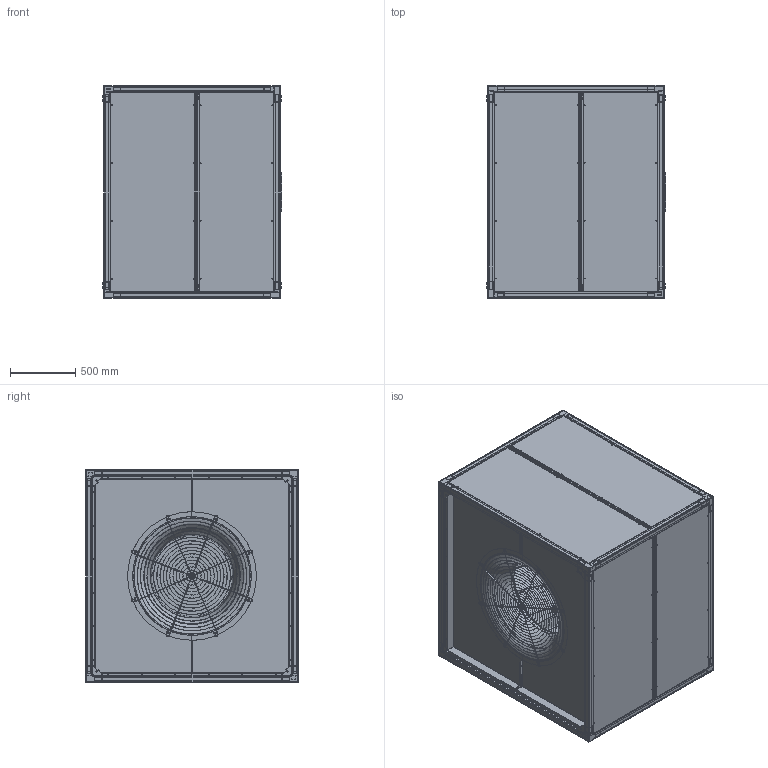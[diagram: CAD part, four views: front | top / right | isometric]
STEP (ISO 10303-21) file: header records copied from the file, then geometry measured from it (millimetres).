
FILE_DESCRIPTION (( 'STEP AP203' ), '1' );
FILE_NAME ('31020-A_Ventilator_NPA_900_18,5kW_axial.STEP', '2021-03-11T12:59:55', ( '' ), ( '' ), 'SwSTEP 2.0', 'SolidWorks 2019', '' );
FILE_SCHEMA (( 'CONFIG_CONTROL_DESIGN' ));
Products named in the file (1): 31020-A_Ventilator_NPA_900_18,5kW_axial
Bounding box: 1373.92 x 1630 x 1630 mm (x, y, z)
Surface area: 62860899.9 mm2 (no closed solid volume)
Topology: 0 solids, 111 shells, 6128 faces, 15765 edges, 9895 vertices
Faces by surface type: plane 3488, cylinder 1880, bspline 275, torus 239, sphere 144, cone 102
Full cylindrical faces by diameter (mm): 5 x129, 5.2 x12, 6.5 x16, 7 x112, 8.5 x6, 9 x32, 10 x8, 11 x24, 11.5 x12, 12 x8, 18 x8, 18.5 x4, 30 x8, 55 x1, 60 x1, 89 x2, 288 x1, 300 x1, 301 x1, 335 x1, 353 x1, 390 x1, 400 x1, 1000 x2, 1006 x1
Entity records: 237582 total; most frequent: CARTESIAN_POINT 96841, ORIENTED_EDGE 30106, DIRECTION 26062, EDGE_CURVE 15135, VERTEX_POINT 9745, VECTOR 8990, LINE 8990, AXIS2_PLACEMENT_3D 8536
